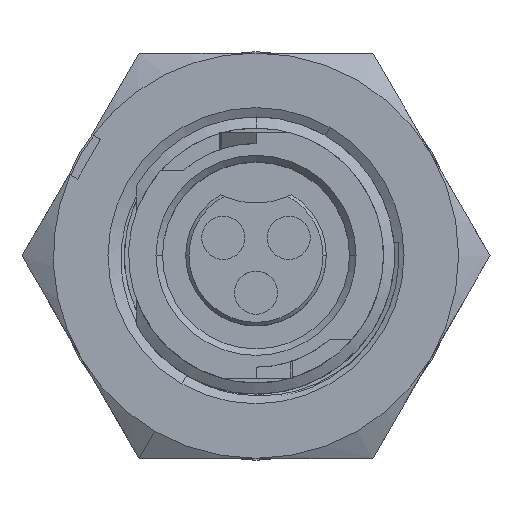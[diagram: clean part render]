
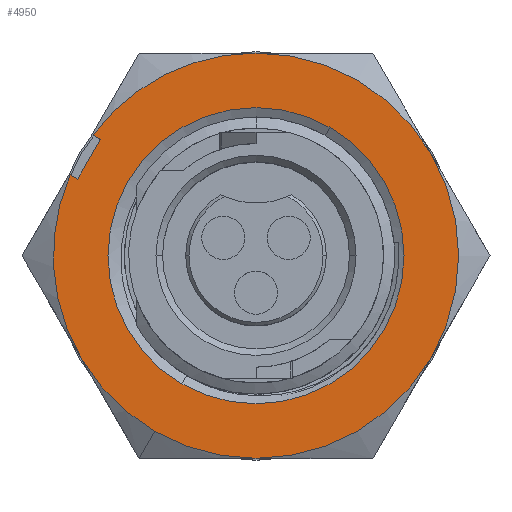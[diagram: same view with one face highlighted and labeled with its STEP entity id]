
A CAD part, top view. The second image highlights one B-rep face of the part: STEP entity #4950.
In plain terms, the highlighted planar face has unit normal (0, 0, 1).
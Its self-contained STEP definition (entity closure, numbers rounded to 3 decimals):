
#52 = AXIS2_PLACEMENT_3D ( 'NONE', #1565, #8211, #11386 ) ;
#331 = ORIENTED_EDGE ( 'NONE', *, *, #6683, .F. ) ;
#351 = AXIS2_PLACEMENT_3D ( 'NONE', #5820, #10513, #8316 ) ;
#374 = VERTEX_POINT ( 'NONE', #12010 ) ;
#702 = DIRECTION ( 'NONE',  ( -0.5, -0.866, 0. ) ) ;
#964 = CARTESIAN_POINT ( 'NONE',  ( 6.819, 3.937, 10.236 ) ) ;
#1146 = EDGE_CURVE ( 'NONE', #10702, #1805, #13830, .T. ) ;
#1173 = CIRCLE ( 'NONE', #3045, 7.874 ) ;
#1270 = ORIENTED_EDGE ( 'NONE', *, *, #2928, .T. ) ;
#1349 = EDGE_LOOP ( 'NONE', ( #8840, #331, #5262, #9016, #12059, #5256, #3042, #5259, #9785, #6693 ) ) ;
#1447 = AXIS2_PLACEMENT_3D ( 'NONE', #8460, #2836, #14259 ) ;
#1536 = LINE ( 'NONE', #3746, #5939 ) ;
#1565 = CARTESIAN_POINT ( 'NONE',  ( 0., 0., 10.236 ) ) ;
#1621 = LINE ( 'NONE', #5003, #14127 ) ;
#1694 = EDGE_CURVE ( 'NONE', #5088, #374, #9927, .T. ) ;
#1805 = VERTEX_POINT ( 'NONE', #7945 ) ;
#1815 = DIRECTION ( 'NONE',  ( 0., 0., -1. ) ) ;
#2027 = CARTESIAN_POINT ( 'NONE',  ( 2.877, 4.982, 10.236 ) ) ;
#2105 = AXIS2_PLACEMENT_3D ( 'NONE', #10706, #3182, #3990 ) ;
#2146 = EDGE_CURVE ( 'NONE', #11929, #4432, #1536, .T. ) ;
#2160 = FACE_OUTER_BOUND ( 'NONE', #1349, .T. ) ;
#2280 = DIRECTION ( 'NONE',  ( -0.5, -0.866, 0. ) ) ;
#2456 = DIRECTION ( 'NONE',  ( -0.5, -0.866, 0. ) ) ;
#2683 = EDGE_LOOP ( 'NONE', ( #1270, #2910 ) ) ;
#2836 = DIRECTION ( 'NONE',  ( 0., 0., -1. ) ) ;
#2858 = VERTEX_POINT ( 'NONE', #9143 ) ;
#2910 = ORIENTED_EDGE ( 'NONE', *, *, #4203, .T. ) ;
#2928 = EDGE_CURVE ( 'NONE', #12231, #6503, #11590, .T. ) ;
#3042 = ORIENTED_EDGE ( 'NONE', *, *, #1694, .F. ) ;
#3045 = AXIS2_PLACEMENT_3D ( 'NONE', #4387, #12678, #2456 ) ;
#3182 = DIRECTION ( 'NONE',  ( 0., 0., -1. ) ) ;
#3746 = CARTESIAN_POINT ( 'NONE',  ( -6.934, 2.977, 10.236 ) ) ;
#3912 = AXIS2_PLACEMENT_3D ( 'NONE', #4571, #12303, #2280 ) ;
#3990 = DIRECTION ( 'NONE',  ( -0.5, -0.866, 0. ) ) ;
#4020 = CARTESIAN_POINT ( 'NONE',  ( -7.296, 5.239, 10.236 ) ) ;
#4203 = EDGE_CURVE ( 'NONE', #6503, #12231, #10284, .T. ) ;
#4227 = AXIS2_PLACEMENT_3D ( 'NONE', #5346, #1815, #702 ) ;
#4254 = DIRECTION ( 'NONE',  ( 0., 0., -1. ) ) ;
#4387 = CARTESIAN_POINT ( 'NONE',  ( 0., 0., 10.236 ) ) ;
#4432 = VERTEX_POINT ( 'NONE', #13371 ) ;
#4571 = CARTESIAN_POINT ( 'NONE',  ( 0., 0., 10.236 ) ) ;
#4750 = CARTESIAN_POINT ( 'NONE',  ( 6.819, -3.937, 10.236 ) ) ;
#4878 = AXIS2_PLACEMENT_3D ( 'NONE', #5549, #12471, #10198 ) ;
#4950 = ADVANCED_FACE ( 'NONE', ( #6679, #2160 ), #9018, .F. ) ;
#5003 = CARTESIAN_POINT ( 'NONE',  ( -8.185, 3.699, 10.236 ) ) ;
#5088 = VERTEX_POINT ( 'NONE', #12605 ) ;
#5256 = ORIENTED_EDGE ( 'NONE', *, *, #7449, .F. ) ;
#5259 = ORIENTED_EDGE ( 'NONE', *, *, #6420, .F. ) ;
#5262 = ORIENTED_EDGE ( 'NONE', *, *, #2146, .F. ) ;
#5346 = CARTESIAN_POINT ( 'NONE',  ( 0., 0., 10.236 ) ) ;
#5549 = CARTESIAN_POINT ( 'NONE',  ( 13.638, -7.874, 10.236 ) ) ;
#5662 = CIRCLE ( 'NONE', #4227, 7.874 ) ;
#5820 = CARTESIAN_POINT ( 'NONE',  ( 0., 0., 10.236 ) ) ;
#5939 = VECTOR ( 'NONE', #5974, 1000. ) ;
#5947 = VECTOR ( 'NONE', #8532, 1000. ) ;
#5974 = DIRECTION ( 'NONE',  ( 0.5, 0.866, 0. ) ) ;
#6034 = DIRECTION ( 'NONE',  ( -0.5, -0.866, 0. ) ) ;
#6420 = EDGE_CURVE ( 'NONE', #13293, #5088, #13041, .T. ) ;
#6452 = EDGE_CURVE ( 'NONE', #2858, #8146, #6734, .T. ) ;
#6503 = VERTEX_POINT ( 'NONE', #8108 ) ;
#6679 = FACE_BOUND ( 'NONE', #2683, .T. ) ;
#6683 = EDGE_CURVE ( 'NONE', #4432, #10017, #14108, .T. ) ;
#6693 = ORIENTED_EDGE ( 'NONE', *, *, #6452, .F. ) ;
#6734 = CIRCLE ( 'NONE', #351, 7.874 ) ;
#7142 = CARTESIAN_POINT ( 'NONE',  ( 0., 0., 10.236 ) ) ;
#7185 = EDGE_CURVE ( 'NONE', #8146, #13293, #8463, .T. ) ;
#7449 = EDGE_CURVE ( 'NONE', #374, #10702, #5662, .T. ) ;
#7663 = EDGE_CURVE ( 'NONE', #10017, #2858, #1173, .T. ) ;
#7945 = CARTESIAN_POINT ( 'NONE',  ( -7.22, 3.142, 10.236 ) ) ;
#8108 = CARTESIAN_POINT ( 'NONE',  ( -2.877, -4.982, 10.236 ) ) ;
#8146 = VERTEX_POINT ( 'NONE', #964 ) ;
#8211 = DIRECTION ( 'NONE',  ( 0., 0., -1. ) ) ;
#8316 = DIRECTION ( 'NONE',  ( -0.5, -0.866, 0. ) ) ;
#8460 = CARTESIAN_POINT ( 'NONE',  ( 0., 0., 10.236 ) ) ;
#8463 = CIRCLE ( 'NONE', #2105, 7.874 ) ;
#8532 = DIRECTION ( 'NONE',  ( -0.866, 0.5, 0. ) ) ;
#8648 = CARTESIAN_POINT ( 'NONE',  ( -6.331, 4.682, 10.236 ) ) ;
#8840 = ORIENTED_EDGE ( 'NONE', *, *, #7663, .F. ) ;
#8980 = CARTESIAN_POINT ( 'NONE',  ( 0., 0., 10.236 ) ) ;
#9016 = ORIENTED_EDGE ( 'NONE', *, *, #10967, .F. ) ;
#9018 = PLANE ( 'NONE',  #4878 ) ;
#9143 = CARTESIAN_POINT ( 'NONE',  ( 0., 7.874, 10.236 ) ) ;
#9302 = DIRECTION ( 'NONE',  ( 0.866, -0.5, 0. ) ) ;
#9785 = ORIENTED_EDGE ( 'NONE', *, *, #7185, .F. ) ;
#9927 = CIRCLE ( 'NONE', #1447, 7.874 ) ;
#10017 = VERTEX_POINT ( 'NONE', #8648 ) ;
#10198 = DIRECTION ( 'NONE',  ( 0., -1., 0. ) ) ;
#10284 = CIRCLE ( 'NONE', #3912, 5.753 ) ;
#10513 = DIRECTION ( 'NONE',  ( 0., 0., -1. ) ) ;
#10538 = AXIS2_PLACEMENT_3D ( 'NONE', #8980, #4254, #13251 ) ;
#10702 = VERTEX_POINT ( 'NONE', #11816 ) ;
#10706 = CARTESIAN_POINT ( 'NONE',  ( 0., 0., 10.236 ) ) ;
#10967 = EDGE_CURVE ( 'NONE', #1805, #11929, #1621, .T. ) ;
#11386 = DIRECTION ( 'NONE',  ( -0.5, -0.866, 0. ) ) ;
#11590 = CIRCLE ( 'NONE', #52, 5.753 ) ;
#11621 = DIRECTION ( 'NONE',  ( 0., 0., -1. ) ) ;
#11816 = CARTESIAN_POINT ( 'NONE',  ( -6.819, -3.937, 10.236 ) ) ;
#11929 = VERTEX_POINT ( 'NONE', #13275 ) ;
#12010 = CARTESIAN_POINT ( 'NONE',  ( -3.937, -6.819, 10.236 ) ) ;
#12059 = ORIENTED_EDGE ( 'NONE', *, *, #1146, .F. ) ;
#12231 = VERTEX_POINT ( 'NONE', #2027 ) ;
#12303 = DIRECTION ( 'NONE',  ( 0., 0., -1. ) ) ;
#12471 = DIRECTION ( 'NONE',  ( 0., 0., -1. ) ) ;
#12605 = CARTESIAN_POINT ( 'NONE',  ( 0., -7.874, 10.236 ) ) ;
#12678 = DIRECTION ( 'NONE',  ( 0., 0., -1. ) ) ;
#13041 = CIRCLE ( 'NONE', #14461, 7.874 ) ;
#13251 = DIRECTION ( 'NONE',  ( -0.5, -0.866, 0. ) ) ;
#13275 = CARTESIAN_POINT ( 'NONE',  ( -6.934, 2.977, 10.236 ) ) ;
#13293 = VERTEX_POINT ( 'NONE', #4750 ) ;
#13371 = CARTESIAN_POINT ( 'NONE',  ( -6.045, 4.516, 10.236 ) ) ;
#13830 = CIRCLE ( 'NONE', #10538, 7.874 ) ;
#14108 = LINE ( 'NONE', #4020, #5947 ) ;
#14127 = VECTOR ( 'NONE', #9302, 1000. ) ;
#14259 = DIRECTION ( 'NONE',  ( -0.5, -0.866, 0. ) ) ;
#14461 = AXIS2_PLACEMENT_3D ( 'NONE', #7142, #11621, #6034 ) ;
